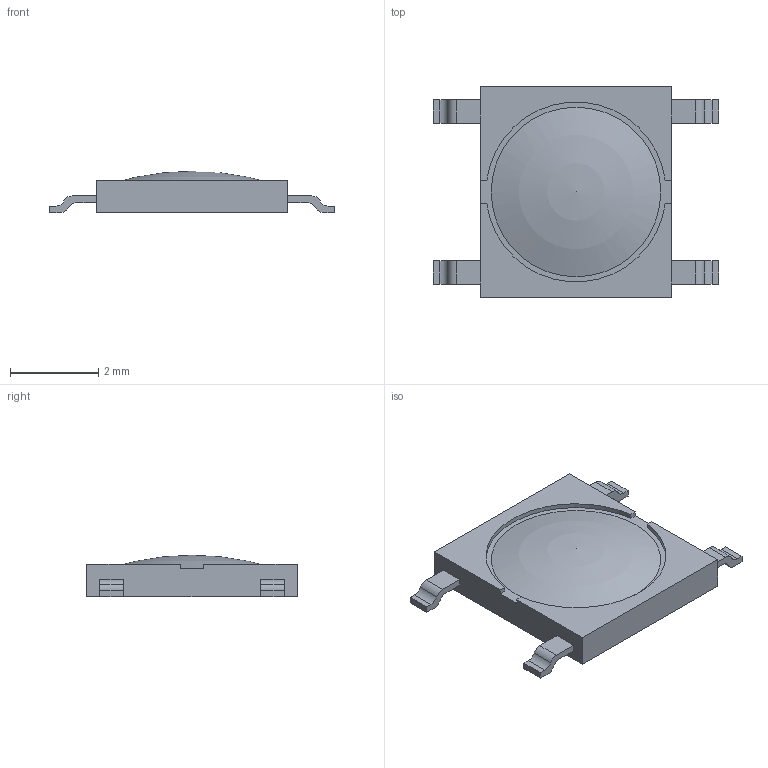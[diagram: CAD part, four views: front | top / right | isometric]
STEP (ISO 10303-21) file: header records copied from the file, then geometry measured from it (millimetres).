
FILE_DESCRIPTION(/* description */ ('Unknown'),/* implementation_level */ '2;1');
FILE_NAME(/* name */ '4.8x4.8x0.78mm',/* time_stamp */ '2018-10-30T14:38:33-04:00',/* author */ ('Unknown'),/* organization */ ('Unknown'),/* preprocessor_version */ 'ST-DEVELOPER v16.7',/* originating_system */ 'DEX',/* authorisation */ $);
FILE_SCHEMA (('AUTOMOTIVE_DESIGN {1 0 10303 214 3 1 1}'));
Length unit declared in the file: millimetre
Products named in the file (1): 4.8x4.8x0.78mm
Bounding box: 6.48 x 4.78 x 0.94 mm (x, y, z)
Volume: 16 mm3; surface area: 72 mm2
Topology: 1 solids, 21 shells, 231 faces, 556 edges, 371 vertices
Faces by surface type: plane 173, bspline 39, cylinder 18, sphere 1
Entity records: 9518 total; most frequent: CARTESIAN_POINT 3115, ORIENTED_EDGE 1098, DIRECTION 708, EDGE_CURVE 549, VERTEX_POINT 369, B_SPLINE_CURVE_WITH_KNOTS 264, EDGE_LOOP 252, FACE_BOUND 252
